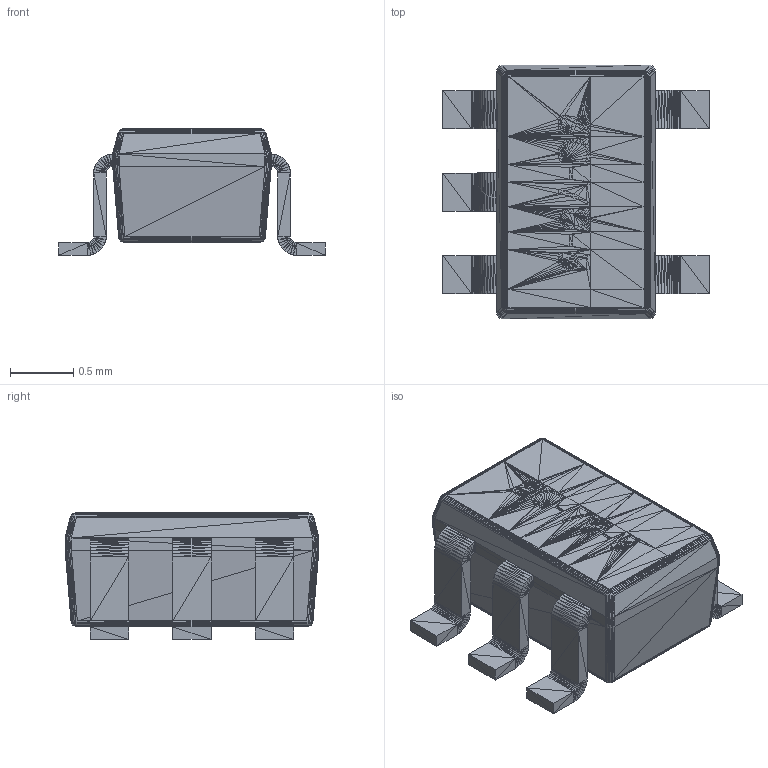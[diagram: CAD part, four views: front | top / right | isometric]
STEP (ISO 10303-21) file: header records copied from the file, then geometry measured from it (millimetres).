
FILE_DESCRIPTION(('auto-generated'),'2;1');
FILE_SCHEMA(('CONFIG_CONTROL_DESIGN'));
Bounding box: 2.1 x 2 x 1 mm (x, y, z)
Volume: 0.2 mm3; surface area: 14.4 mm2
Topology: 5 solids, 21 shells, 3282 faces, 5271 edges, 2001 vertices
Faces by surface type: plane 3282
Entity records: 51887 total; most frequent: ORIENTED_EDGE 9846, DIRECTION 7434, LINE 5271, EDGE_CURVE 5271, VECTOR 3587, AXIS2_PLACEMENT_3D 3283, PLANE 3282, EDGE_LOOP 3282
